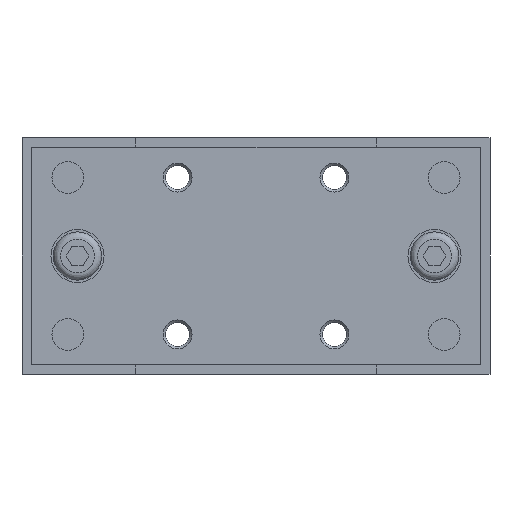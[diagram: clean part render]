
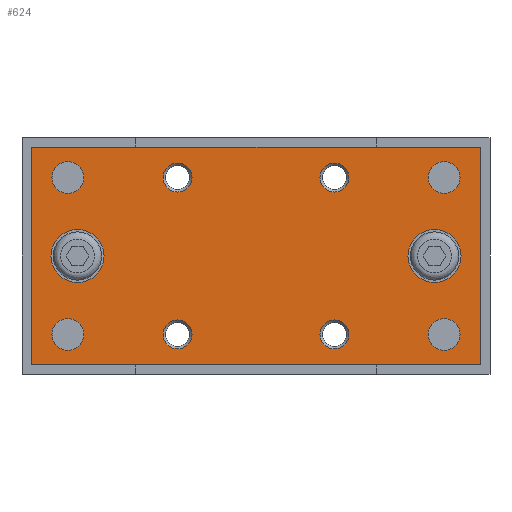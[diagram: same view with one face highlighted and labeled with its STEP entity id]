
A CAD part, left-side view. The second image highlights one B-rep face of the part: STEP entity #624.
In plain terms, the highlighted planar face has unit normal (-1, 0, 0).
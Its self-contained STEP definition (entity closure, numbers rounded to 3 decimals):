
#624 = ADVANCED_FACE( '', ( #1375, #1376, #1377, #1378, #1379, #1380, #1381, #1382, #1383, #1384, #1385 ), #1386, .F. );
#1375 = FACE_BOUND( '', #2152, .T. );
#1376 = FACE_BOUND( '', #2153, .T. );
#1377 = FACE_BOUND( '', #2154, .T. );
#1378 = FACE_BOUND( '', #2155, .T. );
#1379 = FACE_BOUND( '', #2156, .T. );
#1380 = FACE_BOUND( '', #2157, .T. );
#1381 = FACE_BOUND( '', #2158, .T. );
#1382 = FACE_BOUND( '', #2159, .T. );
#1383 = FACE_BOUND( '', #2160, .T. );
#1384 = FACE_BOUND( '', #2161, .T. );
#1385 = FACE_OUTER_BOUND( '', #2162, .T. );
#1386 = PLANE( '', #2163 );
#2152 = EDGE_LOOP( '', ( #3802 ) );
#2153 = EDGE_LOOP( '', ( #3803 ) );
#2154 = EDGE_LOOP( '', ( #3804 ) );
#2155 = EDGE_LOOP( '', ( #3805 ) );
#2156 = EDGE_LOOP( '', ( #3806 ) );
#2157 = EDGE_LOOP( '', ( #3807 ) );
#2158 = EDGE_LOOP( '', ( #3808 ) );
#2159 = EDGE_LOOP( '', ( #3809 ) );
#2160 = EDGE_LOOP( '', ( #3810 ) );
#2161 = EDGE_LOOP( '', ( #3811 ) );
#2162 = EDGE_LOOP( '', ( #3812, #3813, #3814, #3815 ) );
#2163 = AXIS2_PLACEMENT_3D( '', #3816, #3817, #3818 );
#3802 = ORIENTED_EDGE( '', *, *, #4401, .F. );
#3803 = ORIENTED_EDGE( '', *, *, #4506, .F. );
#3804 = ORIENTED_EDGE( '', *, *, #4106, .T. );
#3805 = ORIENTED_EDGE( '', *, *, #4246, .T. );
#3806 = ORIENTED_EDGE( '', *, *, #4385, .T. );
#3807 = ORIENTED_EDGE( '', *, *, #4376, .T. );
#3808 = ORIENTED_EDGE( '', *, *, #4421, .T. );
#3809 = ORIENTED_EDGE( '', *, *, #4682, .T. );
#3810 = ORIENTED_EDGE( '', *, *, #4536, .T. );
#3811 = ORIENTED_EDGE( '', *, *, #4606, .T. );
#3812 = ORIENTED_EDGE( '', *, *, #4683, .T. );
#3813 = ORIENTED_EDGE( '', *, *, #4486, .F. );
#3814 = ORIENTED_EDGE( '', *, *, #4255, .F. );
#3815 = ORIENTED_EDGE( '', *, *, #4109, .T. );
#3816 = CARTESIAN_POINT( '', ( -86., 46.5, 22.5 ) );
#3817 = DIRECTION( '', ( 1., 0., 0. ) );
#3818 = DIRECTION( '', ( 0., 0., -1. ) );
#4106 = EDGE_CURVE( '', #4865, #4865, #4866, .T. );
#4109 = EDGE_CURVE( '', #4871, #4869, #4872, .T. );
#4246 = EDGE_CURVE( '', #5100, #5100, #5101, .T. );
#4255 = EDGE_CURVE( '', #4871, #5114, #5115, .T. );
#4376 = EDGE_CURVE( '', #5301, #5301, #5302, .T. );
#4385 = EDGE_CURVE( '', #5314, #5314, #5315, .T. );
#4401 = EDGE_CURVE( '', #5337, #5337, #5338, .F. );
#4421 = EDGE_CURVE( '', #5367, #5367, #5368, .T. );
#4486 = EDGE_CURVE( '', #5114, #5463, #5465, .T. );
#4506 = EDGE_CURVE( '', #5491, #5491, #5492, .F. );
#4536 = EDGE_CURVE( '', #5532, #5532, #5533, .T. );
#4606 = EDGE_CURVE( '', #5617, #5617, #5618, .T. );
#4682 = EDGE_CURVE( '', #5704, #5704, #5705, .T. );
#4683 = EDGE_CURVE( '', #4869, #5463, #5706, .T. );
#4865 = VERTEX_POINT( '', #5926 );
#4866 = CIRCLE( '', #5927, 3. );
#4869 = VERTEX_POINT( '', #5930 );
#4871 = VERTEX_POINT( '', #5933 );
#4872 = LINE( '', #5934, #5935 );
#5100 = VERTEX_POINT( '', #6229 );
#5101 = CIRCLE( '', #6230, 3. );
#5114 = VERTEX_POINT( '', #6246 );
#5115 = LINE( '', #6247, #6248 );
#5301 = VERTEX_POINT( '', #6486 );
#5302 = CIRCLE( '', #6487, 3.3 );
#5314 = VERTEX_POINT( '', #6504 );
#5315 = CIRCLE( '', #6505, 3.3 );
#5337 = VERTEX_POINT( '', #6530 );
#5338 = CIRCLE( '', #6531, 5.5 );
#5367 = VERTEX_POINT( '', #6572 );
#5368 = CIRCLE( '', #6573, 3. );
#5463 = VERTEX_POINT( '', #6699 );
#5465 = LINE( '', #6702, #6703 );
#5491 = VERTEX_POINT( '', #6737 );
#5492 = CIRCLE( '', #6738, 5.5 );
#5532 = VERTEX_POINT( '', #6792 );
#5533 = CIRCLE( '', #6793, 3.3 );
#5617 = VERTEX_POINT( '', #6896 );
#5618 = CIRCLE( '', #6897, 3.3 );
#5704 = VERTEX_POINT( '', #7006 );
#5705 = CIRCLE( '', #7007, 3. );
#5706 = LINE( '', #7008, #7009 );
#5926 = CARTESIAN_POINT( '', ( -86., -16.25, -19.25 ) );
#5927 = AXIS2_PLACEMENT_3D( '', #7154, #7155, #7156 );
#5930 = CARTESIAN_POINT( '', ( -86., 46.5, -22.5 ) );
#5933 = CARTESIAN_POINT( '', ( -86., 46.5, 22.5 ) );
#5934 = CARTESIAN_POINT( '', ( -86., 46.5, 22.5 ) );
#5935 = VECTOR( '', #7158, 1000. );
#6229 = CARTESIAN_POINT( '', ( -86., 16.25, -19.25 ) );
#6230 = AXIS2_PLACEMENT_3D( '', #7360, #7361, #7362 );
#6246 = CARTESIAN_POINT( '', ( -86., -46.5, 22.5 ) );
#6247 = CARTESIAN_POINT( '', ( -86., 46.5, 22.5 ) );
#6248 = VECTOR( '', #7372, 1000. );
#6486 = CARTESIAN_POINT( '', ( -86., 39., -19.55 ) );
#6487 = AXIS2_PLACEMENT_3D( '', #7530, #7531, #7532 );
#6504 = CARTESIAN_POINT( '', ( -86., -39., -19.55 ) );
#6505 = AXIS2_PLACEMENT_3D( '', #7541, #7542, #7543 );
#6530 = CARTESIAN_POINT( '', ( -86., -37., -5.5 ) );
#6531 = AXIS2_PLACEMENT_3D( '', #7565, #7566, #7567 );
#6572 = CARTESIAN_POINT( '', ( -86., -16.25, 13.25 ) );
#6573 = AXIS2_PLACEMENT_3D( '', #7589, #7590, #7591 );
#6699 = CARTESIAN_POINT( '', ( -86., -46.5, -22.5 ) );
#6702 = CARTESIAN_POINT( '', ( -86., -46.5, 22.5 ) );
#6703 = VECTOR( '', #7660, 1000. );
#6737 = CARTESIAN_POINT( '', ( -86., 37., -5.5 ) );
#6738 = AXIS2_PLACEMENT_3D( '', #7681, #7682, #7683 );
#6792 = CARTESIAN_POINT( '', ( -86., -39., 12.95 ) );
#6793 = AXIS2_PLACEMENT_3D( '', #7716, #7717, #7718 );
#6896 = CARTESIAN_POINT( '', ( -86., 39., 12.95 ) );
#6897 = AXIS2_PLACEMENT_3D( '', #7783, #7784, #7785 );
#7006 = CARTESIAN_POINT( '', ( -86., 16.25, 13.25 ) );
#7007 = AXIS2_PLACEMENT_3D( '', #7842, #7843, #7844 );
#7008 = CARTESIAN_POINT( '', ( -86., 46.5, -22.5 ) );
#7009 = VECTOR( '', #7845, 1000. );
#7154 = CARTESIAN_POINT( '', ( -86., -16.25, -16.25 ) );
#7155 = DIRECTION( '', ( 1., 0., 0. ) );
#7156 = DIRECTION( '', ( 0., 0., -1. ) );
#7158 = DIRECTION( '', ( 0., 0., -1. ) );
#7360 = CARTESIAN_POINT( '', ( -86., 16.25, -16.25 ) );
#7361 = DIRECTION( '', ( 1., 0., 0. ) );
#7362 = DIRECTION( '', ( 0., 0., -1. ) );
#7372 = DIRECTION( '', ( 0., -1., 0. ) );
#7530 = CARTESIAN_POINT( '', ( -86., 39., -16.25 ) );
#7531 = DIRECTION( '', ( 1., 0., 0. ) );
#7532 = DIRECTION( '', ( 0., 0., -1. ) );
#7541 = CARTESIAN_POINT( '', ( -86., -39., -16.25 ) );
#7542 = DIRECTION( '', ( 1., 0., 0. ) );
#7543 = DIRECTION( '', ( 0., 0., -1. ) );
#7565 = CARTESIAN_POINT( '', ( -86., -37., 0. ) );
#7566 = DIRECTION( '', ( 1., 0., 0. ) );
#7567 = DIRECTION( '', ( 0., 0., -1. ) );
#7589 = CARTESIAN_POINT( '', ( -86., -16.25, 16.25 ) );
#7590 = DIRECTION( '', ( 1., 0., 0. ) );
#7591 = DIRECTION( '', ( 0., 0., -1. ) );
#7660 = DIRECTION( '', ( 0., 0., -1. ) );
#7681 = CARTESIAN_POINT( '', ( -86., 37., 0. ) );
#7682 = DIRECTION( '', ( 1., 0., 0. ) );
#7683 = DIRECTION( '', ( 0., 0., -1. ) );
#7716 = CARTESIAN_POINT( '', ( -86., -39., 16.25 ) );
#7717 = DIRECTION( '', ( 1., 0., 0. ) );
#7718 = DIRECTION( '', ( 0., 0., -1. ) );
#7783 = CARTESIAN_POINT( '', ( -86., 39., 16.25 ) );
#7784 = DIRECTION( '', ( 1., 0., 0. ) );
#7785 = DIRECTION( '', ( 0., 0., -1. ) );
#7842 = CARTESIAN_POINT( '', ( -86., 16.25, 16.25 ) );
#7843 = DIRECTION( '', ( 1., 0., 0. ) );
#7844 = DIRECTION( '', ( 0., 0., -1. ) );
#7845 = DIRECTION( '', ( 0., -1., 0. ) );
